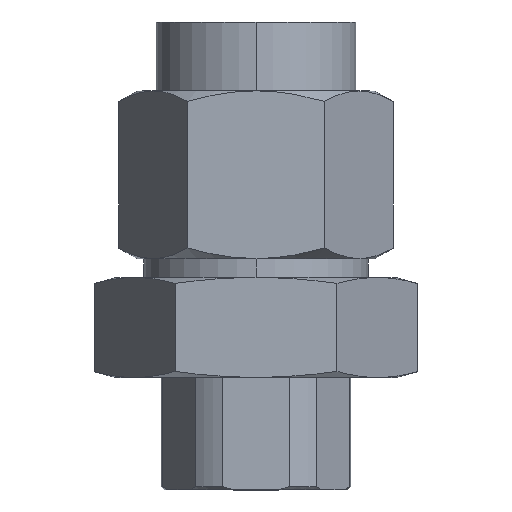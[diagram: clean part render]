
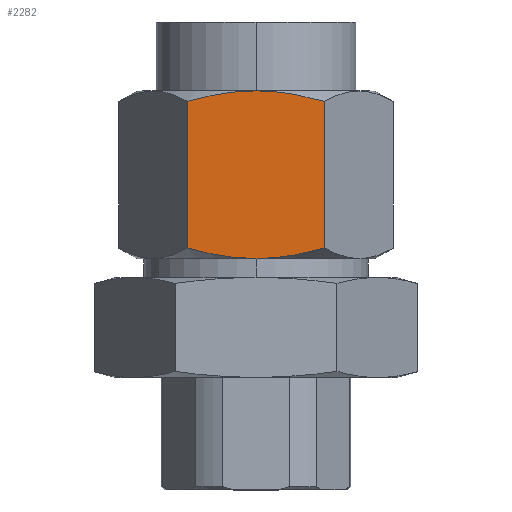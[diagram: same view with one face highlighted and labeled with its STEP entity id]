
A CAD part, top view. The second image highlights one B-rep face of the part: STEP entity #2282.
In plain terms, the highlighted planar face has unit normal (0, 0, 1).
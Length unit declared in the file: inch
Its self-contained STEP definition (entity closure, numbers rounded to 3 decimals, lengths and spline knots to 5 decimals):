
#259 = EDGE_CURVE ( 'Defeatured_0_3+Defeatured_0_18+Defeatured_0_11+Defeatured_0_19', #2641, #2921, #1365, .T. ) ;
#334 = CARTESIAN_POINT ( 'NONE',  ( 0.68705, -12.67649, 1.19 ) ) ;
#370 = CARTESIAN_POINT ( 'NONE',  ( -0.54604, -2.40078, 1.19 ) ) ;
#440 = CARTESIAN_POINT ( 'NONE',  ( -0.63097, -0.87998, 1.19 ) ) ;
#569 = DIRECTION ( 'NONE',  ( 0., 1., 0. ) ) ;
#697 = FACE_OUTER_BOUND ( 'NONE', #5289, .T. ) ;
#791 = B_SPLINE_CURVE_WITH_KNOTS ( 'NONE', 3,
 ( #6452, #5843, #2813, #7037, #3434, #7632, #4035, #440, #4653, #1038 ),
 .UNSPECIFIED., .F., .F.,
 ( 4, 2, 2, 2, 4 ),
 ( 0.10941, 0.11824, 0.12265, 0.12486, 0.12707 ),
 .UNSPECIFIED. ) ;
#811 = PLANE ( 'NONE',  #5337 ) ;
#969 = CARTESIAN_POINT ( 'NONE',  ( -0.4035, -2.43179, 1.19 ) ) ;
#1038 = CARTESIAN_POINT ( 'NONE',  ( -0.68705, -0.8958, 1.19 ) ) ;
#1238 = VERTEX_POINT ( 'NONE', #5028 ) ;
#1365 = B_SPLINE_CURVE_WITH_KNOTS ( 'NONE', 3,
 ( #5194, #7001, #4343, #969, #4575, #370, #3975, #3365, #6972, #2753 ),
 .UNSPECIFIED., .F., .F.,
 ( 4, 2, 2, 2, 4 ),
 ( 0.10941, 0.11824, 0.12265, 0.12486, 0.12707 ),
 .UNSPECIFIED. ) ;
#1415 = DIRECTION ( 'NONE',  ( 0., 0., -1. ) ) ;
#1609 = CARTESIAN_POINT ( 'NONE',  ( 0.29145, -0.8091, 1.19 ) ) ;
#1736 = CARTESIAN_POINT ( 'NONE',  ( 0.68705, -2.36322, 1.19 ) ) ;
#1741 = VERTEX_POINT ( 'NONE', #7513 ) ;
#1757 = CARTESIAN_POINT ( 'NONE',  ( 0.46339, -2.422, 1.19 ) ) ;
#1828 = EDGE_CURVE ( 'Defeatured_0_18+Defeatured_0_7+Defeatured_0_17+Defeatured_0_8', #1238, #2175, #6223, .T. ) ;
#2068 = EDGE_CURVE ( 'Defeatured_0_19+Defeatured_0_18+Defeatured_0_3+Defeatured_0_8', #2921, #4176, #4891, .T. ) ;
#2175 = VERTEX_POINT ( 'NONE', #4271 ) ;
#2221 = CARTESIAN_POINT ( 'NONE',  ( 0.14592, -0.79445, 1.19 ) ) ;
#2282 = ADVANCED_FACE ( 'Defeatured_0_18', ( #697 ), #811, .F. ) ;
#2370 = CARTESIAN_POINT ( 'NONE',  ( 0.2336, -2.45719, 1.19 ) ) ;
#2641 = VERTEX_POINT ( 'NONE', #4080 ) ;
#2753 = CARTESIAN_POINT ( 'NONE',  ( -0.68705, -2.36322, 1.19 ) ) ;
#2803 = CARTESIAN_POINT ( 'NONE',  ( 0.05822, -0.79013, 1.19 ) ) ;
#2813 = CARTESIAN_POINT ( 'NONE',  ( -0.2316, -0.79951, 1.19 ) ) ;
#2921 = VERTEX_POINT ( 'NONE', #4461 ) ;
#2960 = CARTESIAN_POINT ( 'NONE',  ( 0.11661, -2.46642, 1.19 ) ) ;
#3028 = EDGE_CURVE ( 'Defeatured_0_18+Defeatured_0_17+Defeatured_0_2+Defeatured_0_7', #1741, #1238, #6723, .T. ) ;
#3090 = VECTOR ( 'NONE', #569, 39.37008 ) ;
#3156 = B_SPLINE_CURVE_WITH_KNOTS ( 'NONE', 3,
 ( #1736, #7745, #1757, #5993, #2370, #6588, #2960, #7178, #3584, #7772 ),
 .UNSPECIFIED., .F., .F.,
 ( 4, 2, 2, 2, 4 ),
 ( 0.09173, 0.10057, 0.10499, 0.1072, 0.10941 ),
 .UNSPECIFIED. ) ;
#3365 = CARTESIAN_POINT ( 'NONE',  ( -0.63097, -2.37904, 1.19 ) ) ;
#3429 = CARTESIAN_POINT ( 'NONE',  ( 0., -0.78951, 1.19 ) ) ;
#3434 = CARTESIAN_POINT ( 'NONE',  ( -0.46061, -0.83856, 1.19 ) ) ;
#3584 = CARTESIAN_POINT ( 'NONE',  ( 0.02908, -2.46951, 1.19 ) ) ;
#3799 = ORIENTED_EDGE ( 'NONE', *, *, #5875, .T. ) ;
#3975 = CARTESIAN_POINT ( 'NONE',  ( -0.57448, -2.39378, 1.19 ) ) ;
#4035 = CARTESIAN_POINT ( 'NONE',  ( -0.57448, -0.86524, 1.19 ) ) ;
#4080 = CARTESIAN_POINT ( 'NONE',  ( 0., -2.46951, 1.19 ) ) ;
#4176 = VERTEX_POINT ( 'NONE', #6843 ) ;
#4271 = CARTESIAN_POINT ( 'NONE',  ( 0., -0.78951, 1.19 ) ) ;
#4343 = CARTESIAN_POINT ( 'NONE',  ( -0.2316, -2.45951, 1.19 ) ) ;
#4398 = CARTESIAN_POINT ( 'NONE',  ( 0., -12.67649, 1.19 ) ) ;
#4461 = CARTESIAN_POINT ( 'NONE',  ( -0.68705, -2.36322, 1.19 ) ) ;
#4575 = CARTESIAN_POINT ( 'NONE',  ( -0.46061, -2.42046, 1.19 ) ) ;
#4596 = EDGE_CURVE ( 'Defeatured_0_2+Defeatured_0_18+Defeatured_0_17+Defeatured_0_11', #1741, #2641, #3156, .T. ) ;
#4615 = CARTESIAN_POINT ( 'NONE',  ( 0.57592, -0.86372, 1.19 ) ) ;
#4653 = CARTESIAN_POINT ( 'NONE',  ( -0.65908, -0.88772, 1.19 ) ) ;
#4891 = LINE ( 'NONE', #5976, #3090 ) ;
#4936 = VECTOR ( 'NONE', #6376, 39.37008 ) ;
#5028 = CARTESIAN_POINT ( 'NONE',  ( 0.68705, -0.8958, 1.19 ) ) ;
#5194 = CARTESIAN_POINT ( 'NONE',  ( 0., -2.46951, 1.19 ) ) ;
#5232 = CARTESIAN_POINT ( 'NONE',  ( 0.46339, -0.83702, 1.19 ) ) ;
#5277 = ORIENTED_EDGE ( 'NONE', *, *, #2068, .F. ) ;
#5289 = EDGE_LOOP ( 'NONE', ( #6922, #7730, #3799, #5277, #5414, #6273 ) ) ;
#5337 = AXIS2_PLACEMENT_3D ( 'NONE', #4398, #1415, #5639 ) ;
#5414 = ORIENTED_EDGE ( 'NONE', *, *, #259, .F. ) ;
#5639 = DIRECTION ( 'NONE',  ( 1., 0., 0. ) ) ;
#5835 = CARTESIAN_POINT ( 'NONE',  ( 0.2336, -0.80183, 1.19 ) ) ;
#5843 = CARTESIAN_POINT ( 'NONE',  ( -0.11625, -0.78951, 1.19 ) ) ;
#5875 = EDGE_CURVE ( 'Defeatured_0_18+Defeatured_0_8+Defeatured_0_7+Defeatured_0_19', #2175, #4176, #791, .T. ) ;
#5976 = CARTESIAN_POINT ( 'NONE',  ( -0.68705, -12.67649, 1.19 ) ) ;
#5993 = CARTESIAN_POINT ( 'NONE',  ( 0.29145, -2.44992, 1.19 ) ) ;
#6223 = B_SPLINE_CURVE_WITH_KNOTS ( 'NONE', 3,
 ( #6392, #4615, #5232, #1609, #5835, #2221, #6443, #2803, #7031, #3429 ),
 .UNSPECIFIED., .F., .F.,
 ( 4, 2, 2, 2, 4 ),
 ( 0.09173, 0.10057, 0.10499, 0.1072, 0.10941 ),
 .UNSPECIFIED. ) ;
#6273 = ORIENTED_EDGE ( 'NONE', *, *, #4596, .F. ) ;
#6376 = DIRECTION ( 'NONE',  ( 0., 1., 0. ) ) ;
#6392 = CARTESIAN_POINT ( 'NONE',  ( 0.68705, -0.8958, 1.19 ) ) ;
#6443 = CARTESIAN_POINT ( 'NONE',  ( 0.11661, -0.7926, 1.19 ) ) ;
#6452 = CARTESIAN_POINT ( 'NONE',  ( 0., -0.78951, 1.19 ) ) ;
#6588 = CARTESIAN_POINT ( 'NONE',  ( 0.14592, -2.46457, 1.19 ) ) ;
#6723 = LINE ( 'NONE', #334, #4936 ) ;
#6843 = CARTESIAN_POINT ( 'NONE',  ( -0.68705, -0.8958, 1.19 ) ) ;
#6922 = ORIENTED_EDGE ( 'NONE', *, *, #3028, .T. ) ;
#6972 = CARTESIAN_POINT ( 'NONE',  ( -0.65908, -2.3713, 1.19 ) ) ;
#7001 = CARTESIAN_POINT ( 'NONE',  ( -0.11625, -2.46951, 1.19 ) ) ;
#7031 = CARTESIAN_POINT ( 'NONE',  ( 0.02908, -0.78951, 1.19 ) ) ;
#7037 = CARTESIAN_POINT ( 'NONE',  ( -0.4035, -0.82723, 1.19 ) ) ;
#7178 = CARTESIAN_POINT ( 'NONE',  ( 0.05822, -2.46889, 1.19 ) ) ;
#7513 = CARTESIAN_POINT ( 'NONE',  ( 0.68705, -2.36322, 1.19 ) ) ;
#7632 = CARTESIAN_POINT ( 'NONE',  ( -0.54604, -0.85824, 1.19 ) ) ;
#7730 = ORIENTED_EDGE ( 'NONE', *, *, #1828, .T. ) ;
#7745 = CARTESIAN_POINT ( 'NONE',  ( 0.57592, -2.3953, 1.19 ) ) ;
#7772 = CARTESIAN_POINT ( 'NONE',  ( 0., -2.46951, 1.19 ) ) ;
